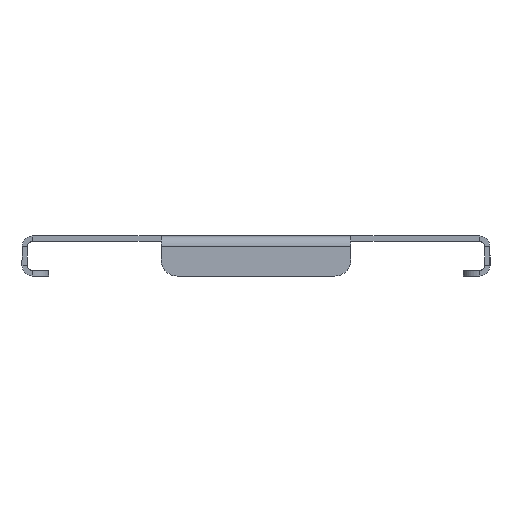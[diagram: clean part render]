
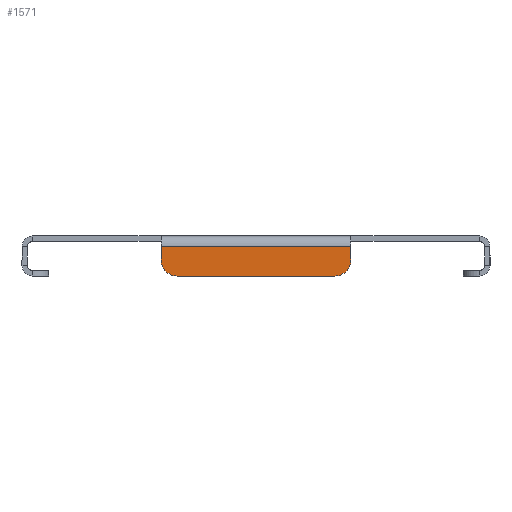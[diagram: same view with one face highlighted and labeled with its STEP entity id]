
A CAD part, left-side view. The second image highlights one B-rep face of the part: STEP entity #1571.
In plain terms, the highlighted planar face has unit normal (-1, 0, 0).
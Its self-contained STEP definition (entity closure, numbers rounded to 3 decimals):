
#61 = DIRECTION ( 'NONE',  ( 0., 0., -1. ) ) ;
#155 = VERTEX_POINT ( 'NONE', #1617 ) ;
#156 = VERTEX_POINT ( 'NONE', #1871 ) ;
#252 = DIRECTION ( 'NONE',  ( 0., -1., 0. ) ) ;
#275 = EDGE_LOOP ( 'NONE', ( #934, #409, #1798, #1842, #806, #2533 ) ) ;
#368 = VECTOR ( 'NONE', #2873, 1000. ) ;
#409 = ORIENTED_EDGE ( 'NONE', *, *, #1685, .T. ) ;
#460 = VERTEX_POINT ( 'NONE', #888 ) ;
#506 = DIRECTION ( 'NONE',  ( 0., 1., 0. ) ) ;
#619 = EDGE_CURVE ( 'NONE', #460, #696, #2543, .T. ) ;
#630 = DIRECTION ( 'NONE',  ( 0., 0., -1. ) ) ;
#665 = VERTEX_POINT ( 'NONE', #1897 ) ;
#696 = VERTEX_POINT ( 'NONE', #1446 ) ;
#797 = CARTESIAN_POINT ( 'NONE',  ( -249.5, 29.5, -9. ) ) ;
#806 = ORIENTED_EDGE ( 'NONE', *, *, #2789, .T. ) ;
#848 = CARTESIAN_POINT ( 'NONE',  ( -249.5, -87.5, -15. ) ) ;
#878 = DIRECTION ( 'NONE',  ( 1., 0., 0. ) ) ;
#888 = CARTESIAN_POINT ( 'NONE',  ( -249.5, 35.5, -4. ) ) ;
#890 = DIRECTION ( 'NONE',  ( 0., 0., -1. ) ) ;
#895 = VECTOR ( 'NONE', #506, 1000. ) ;
#897 = CIRCLE ( 'NONE', #2771, 6. ) ;
#934 = ORIENTED_EDGE ( 'NONE', *, *, #1048, .F. ) ;
#977 = LINE ( 'NONE', #848, #895 ) ;
#1040 = AXIS2_PLACEMENT_3D ( 'NONE', #1329, #878, #630 ) ;
#1048 = EDGE_CURVE ( 'NONE', #155, #156, #977, .T. ) ;
#1206 = CARTESIAN_POINT ( 'NONE',  ( -249.5, 35.5, -9. ) ) ;
#1230 = CIRCLE ( 'NONE', #1670, 6. ) ;
#1329 = CARTESIAN_POINT ( 'NONE',  ( -249.5, 0., 0. ) ) ;
#1402 = CARTESIAN_POINT ( 'NONE',  ( -249.5, -87.5, -4. ) ) ;
#1446 = CARTESIAN_POINT ( 'NONE',  ( -249.5, -35.5, -4. ) ) ;
#1505 = EDGE_CURVE ( 'NONE', #1728, #156, #1230, .T. ) ;
#1529 = DIRECTION ( 'NONE',  ( 0., 0., -1. ) ) ;
#1571 = ADVANCED_FACE ( 'NONE', ( #2500 ), #2964, .F. ) ;
#1617 = CARTESIAN_POINT ( 'NONE',  ( -249.5, -29.5, -15. ) ) ;
#1654 = CARTESIAN_POINT ( 'NONE',  ( -249.5, 35.5, -15. ) ) ;
#1670 = AXIS2_PLACEMENT_3D ( 'NONE', #797, #2619, #1529 ) ;
#1685 = EDGE_CURVE ( 'NONE', #155, #665, #897, .T. ) ;
#1728 = VERTEX_POINT ( 'NONE', #1206 ) ;
#1798 = ORIENTED_EDGE ( 'NONE', *, *, #2204, .T. ) ;
#1823 = DIRECTION ( 'NONE',  ( -1., 0., 0. ) ) ;
#1842 = ORIENTED_EDGE ( 'NONE', *, *, #619, .F. ) ;
#1871 = CARTESIAN_POINT ( 'NONE',  ( -249.5, 29.5, -15. ) ) ;
#1897 = CARTESIAN_POINT ( 'NONE',  ( -249.5, -35.5, -9. ) ) ;
#1917 = LINE ( 'NONE', #2366, #368 ) ;
#1922 = LINE ( 'NONE', #1654, #2392 ) ;
#1992 = VECTOR ( 'NONE', #252, 1000. ) ;
#2034 = CARTESIAN_POINT ( 'NONE',  ( -249.5, -29.5, -9. ) ) ;
#2204 = EDGE_CURVE ( 'NONE', #665, #696, #1917, .T. ) ;
#2366 = CARTESIAN_POINT ( 'NONE',  ( -249.5, -35.5, -15. ) ) ;
#2392 = VECTOR ( 'NONE', #61, 1000. ) ;
#2500 = FACE_OUTER_BOUND ( 'NONE', #275, .T. ) ;
#2533 = ORIENTED_EDGE ( 'NONE', *, *, #1505, .T. ) ;
#2543 = LINE ( 'NONE', #1402, #1992 ) ;
#2619 = DIRECTION ( 'NONE',  ( -1., 0., 0. ) ) ;
#2771 = AXIS2_PLACEMENT_3D ( 'NONE', #2034, #1823, #890 ) ;
#2789 = EDGE_CURVE ( 'NONE', #460, #1728, #1922, .T. ) ;
#2873 = DIRECTION ( 'NONE',  ( 0., 0., 1. ) ) ;
#2964 = PLANE ( 'NONE',  #1040 ) ;
